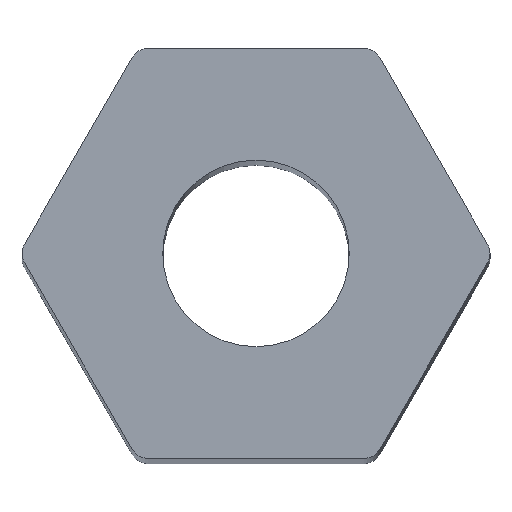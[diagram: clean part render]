
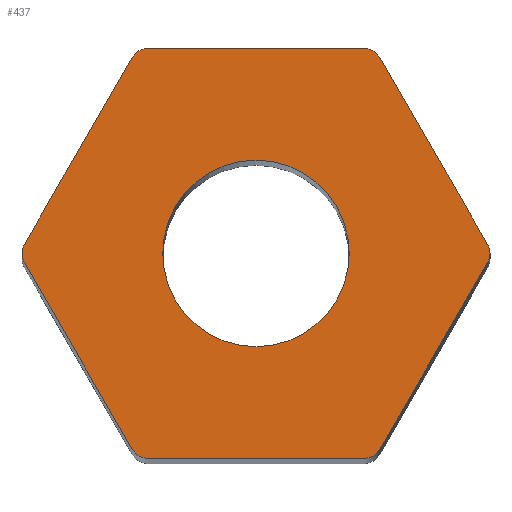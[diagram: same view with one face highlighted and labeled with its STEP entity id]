
A CAD part, top view. The second image highlights one B-rep face of the part: STEP entity #437.
In plain terms, the highlighted planar face has unit normal (0, 0, 1).
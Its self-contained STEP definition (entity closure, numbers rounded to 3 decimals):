
#2 = DIRECTION ( 'NONE',  ( 0., 0., 1. ) ) ;
#5 = VECTOR ( 'NONE', #574, 1000. ) ;
#8 = VERTEX_POINT ( 'NONE', #127 ) ;
#14 = ORIENTED_EDGE ( 'NONE', *, *, #87, .T. ) ;
#19 = PLANE ( 'NONE',  #71 ) ;
#22 = DIRECTION ( 'NONE',  ( 0., 0., 1. ) ) ;
#26 = DIRECTION ( 'NONE',  ( 0., 0., 1. ) ) ;
#28 = AXIS2_PLACEMENT_3D ( 'NONE', #95, #275, #367 ) ;
#32 = CIRCLE ( 'NONE', #385, 0.25 ) ;
#47 = CIRCLE ( 'NONE', #132, 1.25 ) ;
#48 = CARTESIAN_POINT ( 'NONE',  ( -1.443, 2.75, 40. ) ) ;
#67 = EDGE_LOOP ( 'NONE', ( #468, #277 ) ) ;
#71 = AXIS2_PLACEMENT_3D ( 'NONE', #345, #22, #429 ) ;
#76 = AXIS2_PLACEMENT_3D ( 'NONE', #188, #144, #105 ) ;
#79 = EDGE_CURVE ( 'NONE', #348, #314, #505, .T. ) ;
#85 = VERTEX_POINT ( 'NONE', #48 ) ;
#87 = EDGE_CURVE ( 'NONE', #255, #203, #554, .T. ) ;
#93 = CARTESIAN_POINT ( 'NONE',  ( -1.443, -2.5, 40. ) ) ;
#95 = CARTESIAN_POINT ( 'NONE',  ( 0., 0., 40. ) ) ;
#97 = DIRECTION ( 'NONE',  ( 0.5, 0.866, 0. ) ) ;
#105 = DIRECTION ( 'NONE',  ( 1., 0., 0. ) ) ;
#106 = AXIS2_PLACEMENT_3D ( 'NONE', #423, #237, #287 ) ;
#111 = CARTESIAN_POINT ( 'NONE',  ( 1.588, 2.75, 40. ) ) ;
#112 = CARTESIAN_POINT ( 'NONE',  ( 1.443, 2.5, 40. ) ) ;
#122 = LINE ( 'NONE', #191, #368 ) ;
#126 = CARTESIAN_POINT ( 'NONE',  ( -1.66, 2.625, 40. ) ) ;
#127 = CARTESIAN_POINT ( 'NONE',  ( 1.25, 0., 40. ) ) ;
#130 = VERTEX_POINT ( 'NONE', #495 ) ;
#132 = AXIS2_PLACEMENT_3D ( 'NONE', #256, #399, #304 ) ;
#136 = LINE ( 'NONE', #564, #353 ) ;
#141 = ORIENTED_EDGE ( 'NONE', *, *, #553, .T. ) ;
#142 = ORIENTED_EDGE ( 'NONE', *, *, #416, .T. ) ;
#144 = DIRECTION ( 'NONE',  ( 0., 0., 1. ) ) ;
#146 = CARTESIAN_POINT ( 'NONE',  ( 3.103, -0.125, 40. ) ) ;
#148 = VERTEX_POINT ( 'NONE', #230 ) ;
#150 = CARTESIAN_POINT ( 'NONE',  ( -3.137, 0., 40. ) ) ;
#152 = DIRECTION ( 'NONE',  ( 1., 0., 0. ) ) ;
#153 = CARTESIAN_POINT ( 'NONE',  ( -3.103, 0.125, 40. ) ) ;
#164 = LINE ( 'NONE', #111, #246 ) ;
#167 = AXIS2_PLACEMENT_3D ( 'NONE', #112, #386, #204 ) ;
#179 = CIRCLE ( 'NONE', #502, 0.25 ) ;
#183 = DIRECTION ( 'NONE',  ( -0.5, 0.866, 0. ) ) ;
#185 = ORIENTED_EDGE ( 'NONE', *, *, #295, .T. ) ;
#188 = CARTESIAN_POINT ( 'NONE',  ( 2.887, 0., 40. ) ) ;
#191 = CARTESIAN_POINT ( 'NONE',  ( 1.588, -2.75, 40. ) ) ;
#193 = ORIENTED_EDGE ( 'NONE', *, *, #286, .T. ) ;
#194 = VECTOR ( 'NONE', #350, 1000. ) ;
#195 = ORIENTED_EDGE ( 'NONE', *, *, #321, .T. ) ;
#198 = DIRECTION ( 'NONE',  ( 0., 0., 1. ) ) ;
#203 = VERTEX_POINT ( 'NONE', #587 ) ;
#204 = DIRECTION ( 'NONE',  ( 1., 0., 0. ) ) ;
#205 = CARTESIAN_POINT ( 'NONE',  ( -2.887, 0., 40. ) ) ;
#230 = CARTESIAN_POINT ( 'NONE',  ( -3.103, -0.125, 40. ) ) ;
#237 = DIRECTION ( 'NONE',  ( 0., 0., 1. ) ) ;
#242 = ORIENTED_EDGE ( 'NONE', *, *, #79, .T. ) ;
#243 = EDGE_CURVE ( 'NONE', #8, #130, #567, .T. ) ;
#246 = VECTOR ( 'NONE', #520, 1000. ) ;
#251 = VECTOR ( 'NONE', #183, 1000. ) ;
#252 = DIRECTION ( 'NONE',  ( 1., 0., 0. ) ) ;
#253 = ORIENTED_EDGE ( 'NONE', *, *, #372, .T. ) ;
#255 = VERTEX_POINT ( 'NONE', #557 ) ;
#256 = CARTESIAN_POINT ( 'NONE',  ( 0., 0., 40. ) ) ;
#267 = EDGE_LOOP ( 'NONE', ( #141, #375, #193, #578, #242, #546, #195, #185, #500, #14, #253, #142, #585 ) ) ;
#275 = DIRECTION ( 'NONE',  ( 0., 0., 1. ) ) ;
#277 = ORIENTED_EDGE ( 'NONE', *, *, #243, .F. ) ;
#283 = VERTEX_POINT ( 'NONE', #146 ) ;
#286 = EDGE_CURVE ( 'NONE', #383, #148, #576, .T. ) ;
#287 = DIRECTION ( 'NONE',  ( 1., 0., 0. ) ) ;
#288 = CIRCLE ( 'NONE', #106, 0.25 ) ;
#295 = EDGE_CURVE ( 'NONE', #403, #283, #122, .T. ) ;
#300 = CARTESIAN_POINT ( 'NONE',  ( 1.66, -2.625, 40. ) ) ;
#303 = LINE ( 'NONE', #529, #5 ) ;
#304 = DIRECTION ( 'NONE',  ( 1., 0., 0. ) ) ;
#308 = VERTEX_POINT ( 'NONE', #417 ) ;
#309 = CARTESIAN_POINT ( 'NONE',  ( 1.443, -2.75, 40. ) ) ;
#311 = CARTESIAN_POINT ( 'NONE',  ( -1.588, -2.75, 40. ) ) ;
#314 = VERTEX_POINT ( 'NONE', #456 ) ;
#320 = EDGE_CURVE ( 'NONE', #283, #255, #435, .T. ) ;
#321 = EDGE_CURVE ( 'NONE', #498, #403, #288, .T. ) ;
#324 = LINE ( 'NONE', #311, #194 ) ;
#345 = CARTESIAN_POINT ( 'NONE',  ( 0., 0., 40. ) ) ;
#348 = VERTEX_POINT ( 'NONE', #559 ) ;
#350 = DIRECTION ( 'NONE',  ( 1., 0., 0. ) ) ;
#353 = VECTOR ( 'NONE', #471, 1000. ) ;
#367 = DIRECTION ( 'NONE',  ( 1., 0., 0. ) ) ;
#368 = VECTOR ( 'NONE', #97, 1000. ) ;
#372 = EDGE_CURVE ( 'NONE', #203, #308, #545, .T. ) ;
#375 = ORIENTED_EDGE ( 'NONE', *, *, #449, .T. ) ;
#378 = AXIS2_PLACEMENT_3D ( 'NONE', #418, #511, #459 ) ;
#383 = VERTEX_POINT ( 'NONE', #150 ) ;
#385 = AXIS2_PLACEMENT_3D ( 'NONE', #390, #26, #152 ) ;
#386 = DIRECTION ( 'NONE',  ( 0., 0., 1. ) ) ;
#390 = CARTESIAN_POINT ( 'NONE',  ( -1.443, 2.5, 40. ) ) ;
#394 = EDGE_CURVE ( 'NONE', #85, #492, #32, .T. ) ;
#395 = FACE_BOUND ( 'NONE', #67, .T. ) ;
#399 = DIRECTION ( 'NONE',  ( 0., 0., 1. ) ) ;
#403 = VERTEX_POINT ( 'NONE', #300 ) ;
#405 = DIRECTION ( 'NONE',  ( 1., 0., 0. ) ) ;
#416 = EDGE_CURVE ( 'NONE', #308, #85, #164, .T. ) ;
#417 = CARTESIAN_POINT ( 'NONE',  ( 1.443, 2.75, 40. ) ) ;
#418 = CARTESIAN_POINT ( 'NONE',  ( -2.887, 0., 40. ) ) ;
#423 = CARTESIAN_POINT ( 'NONE',  ( 1.443, -2.5, 40. ) ) ;
#429 = DIRECTION ( 'NONE',  ( 1., 0., 0. ) ) ;
#435 = CIRCLE ( 'NONE', #76, 0.25 ) ;
#437 = ADVANCED_FACE ( 'NONE', ( #395, #446 ), #19, .T. ) ;
#442 = EDGE_CURVE ( 'NONE', #148, #348, #136, .T. ) ;
#446 = FACE_OUTER_BOUND ( 'NONE', #267, .T. ) ;
#449 = EDGE_CURVE ( 'NONE', #462, #383, #179, .T. ) ;
#456 = CARTESIAN_POINT ( 'NONE',  ( -1.443, -2.75, 40. ) ) ;
#459 = DIRECTION ( 'NONE',  ( 1., 0., 0. ) ) ;
#462 = VERTEX_POINT ( 'NONE', #153 ) ;
#468 = ORIENTED_EDGE ( 'NONE', *, *, #549, .F. ) ;
#471 = DIRECTION ( 'NONE',  ( 0.5, -0.866, 0. ) ) ;
#492 = VERTEX_POINT ( 'NONE', #126 ) ;
#495 = CARTESIAN_POINT ( 'NONE',  ( -1.25, 0., 40. ) ) ;
#498 = VERTEX_POINT ( 'NONE', #309 ) ;
#500 = ORIENTED_EDGE ( 'NONE', *, *, #320, .T. ) ;
#502 = AXIS2_PLACEMENT_3D ( 'NONE', #205, #198, #252 ) ;
#505 = CIRCLE ( 'NONE', #522, 0.25 ) ;
#511 = DIRECTION ( 'NONE',  ( 0., 0., 1. ) ) ;
#520 = DIRECTION ( 'NONE',  ( -1., 0., 0. ) ) ;
#522 = AXIS2_PLACEMENT_3D ( 'NONE', #93, #2, #405 ) ;
#529 = CARTESIAN_POINT ( 'NONE',  ( -1.588, 2.75, 40. ) ) ;
#540 = EDGE_CURVE ( 'NONE', #314, #498, #324, .T. ) ;
#542 = CARTESIAN_POINT ( 'NONE',  ( 3.175, 0., 40. ) ) ;
#545 = CIRCLE ( 'NONE', #167, 0.25 ) ;
#546 = ORIENTED_EDGE ( 'NONE', *, *, #540, .T. ) ;
#549 = EDGE_CURVE ( 'NONE', #130, #8, #47, .T. ) ;
#553 = EDGE_CURVE ( 'NONE', #492, #462, #303, .T. ) ;
#554 = LINE ( 'NONE', #542, #251 ) ;
#557 = CARTESIAN_POINT ( 'NONE',  ( 3.103, 0.125, 40. ) ) ;
#559 = CARTESIAN_POINT ( 'NONE',  ( -1.66, -2.625, 40. ) ) ;
#564 = CARTESIAN_POINT ( 'NONE',  ( -3.175, 0., 40. ) ) ;
#567 = CIRCLE ( 'NONE', #28, 1.25 ) ;
#574 = DIRECTION ( 'NONE',  ( -0.5, -0.866, 0. ) ) ;
#576 = CIRCLE ( 'NONE', #378, 0.25 ) ;
#578 = ORIENTED_EDGE ( 'NONE', *, *, #442, .T. ) ;
#585 = ORIENTED_EDGE ( 'NONE', *, *, #394, .T. ) ;
#587 = CARTESIAN_POINT ( 'NONE',  ( 1.66, 2.625, 40. ) ) ;
